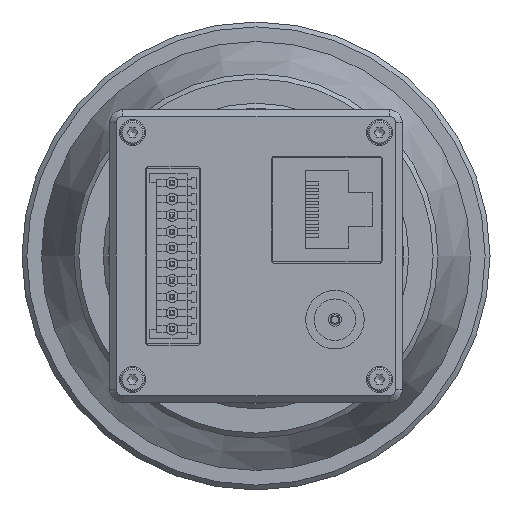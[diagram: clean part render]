
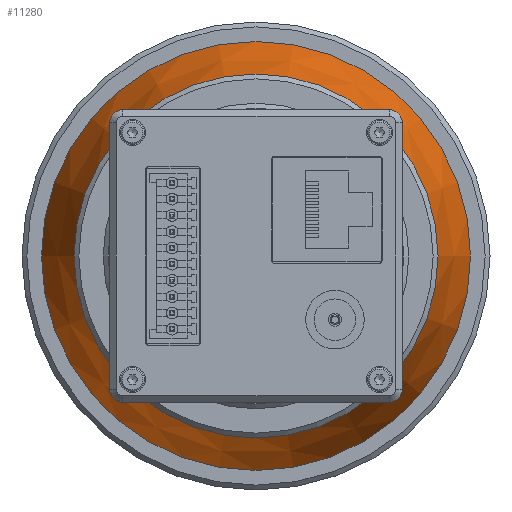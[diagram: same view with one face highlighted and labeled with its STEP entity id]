
A CAD part, front view. The second image highlights one B-rep face of the part: STEP entity #11280.
In plain terms, the highlighted conical face has half-angle 19.238 degrees and reference radius 33 mm.
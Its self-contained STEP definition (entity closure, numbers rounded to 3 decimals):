
#2341 = CARTESIAN_POINT ( 'NONE',  ( 0., 65.43, 28. ) ) ;
#5692 = ORIENTED_EDGE ( 'NONE', *, *, #62015, .T. ) ;
#11280 = ADVANCED_FACE ( 'NONE', ( #73706, #88656 ), #28101, .T. ) ;
#15293 = DIRECTION ( 'NONE',  ( 0., 0., 1. ) ) ;
#17531 = CIRCLE ( 'NONE', #48896, 33. ) ;
#18262 = CARTESIAN_POINT ( 'NONE',  ( -33., 79.758, 0. ) ) ;
#18895 = CARTESIAN_POINT ( 'NONE',  ( 0., 79.758, 0. ) ) ;
#19648 = VERTEX_POINT ( 'NONE', #18262 ) ;
#25046 = DIRECTION ( 'NONE',  ( -1., 0., 0. ) ) ;
#28101 = CONICAL_SURFACE ( 'NONE', #75884, 33., 0.336 ) ;
#32464 = DIRECTION ( 'NONE',  ( -1., 0., 0. ) ) ;
#36155 = ORIENTED_EDGE ( 'NONE', *, *, #46581, .T. ) ;
#36320 = CARTESIAN_POINT ( 'NONE',  ( 0., 65.43, 0. ) ) ;
#45313 = VERTEX_POINT ( 'NONE', #2341 ) ;
#46072 = CARTESIAN_POINT ( 'NONE',  ( 0., 79.758, 0. ) ) ;
#46581 = EDGE_CURVE ( 'NONE', #19648, #19648, #17531, .T. ) ;
#48896 = AXIS2_PLACEMENT_3D ( 'NONE', #18895, #90907, #32464 ) ;
#50575 = EDGE_LOOP ( 'NONE', ( #5692 ) ) ;
#55665 = CIRCLE ( 'NONE', #64650, 28. ) ;
#62015 = EDGE_CURVE ( 'NONE', #45313, #45313, #55665, .T. ) ;
#64650 = AXIS2_PLACEMENT_3D ( 'NONE', #36320, #65784, #15293 ) ;
#65784 = DIRECTION ( 'NONE',  ( 0., 1., 0. ) ) ;
#73706 = FACE_BOUND ( 'NONE', #50575, .T. ) ;
#75884 = AXIS2_PLACEMENT_3D ( 'NONE', #46072, #79824, #25046 ) ;
#79824 = DIRECTION ( 'NONE',  ( 0., 1., 0. ) ) ;
#83571 = EDGE_LOOP ( 'NONE', ( #36155 ) ) ;
#88656 = FACE_OUTER_BOUND ( 'NONE', #83571, .T. ) ;
#90907 = DIRECTION ( 'NONE',  ( 0., -1., 0. ) ) ;
